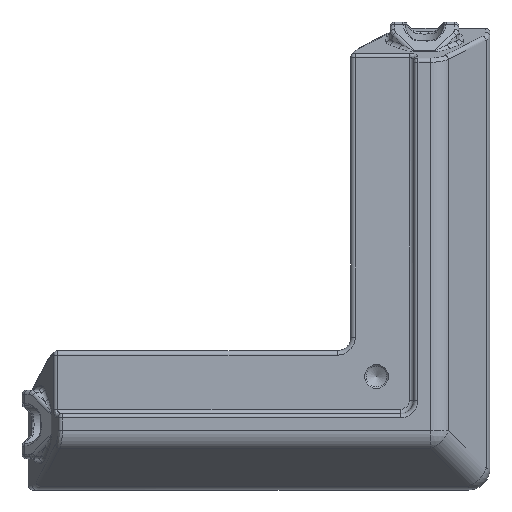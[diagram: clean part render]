
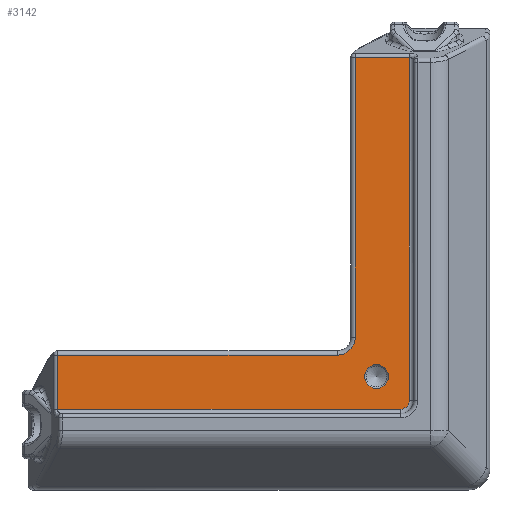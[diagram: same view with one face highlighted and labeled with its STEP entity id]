
A CAD part, top view. The second image highlights one B-rep face of the part: STEP entity #3142.
In plain terms, the highlighted planar face has unit normal (0, 0, 1).
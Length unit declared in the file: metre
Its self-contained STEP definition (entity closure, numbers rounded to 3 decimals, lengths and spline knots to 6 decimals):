
#210=CIRCLE('',#3431,0.002);
#211=CIRCLE('',#3432,0.004115);
#212=CIRCLE('',#3433,0.00275);
#611=ORIENTED_EDGE('',*,*,#1565,.T.);
#612=ORIENTED_EDGE('',*,*,#1566,.T.);
#613=ORIENTED_EDGE('',*,*,#1567,.F.);
#614=ORIENTED_EDGE('',*,*,#1568,.T.);
#615=ORIENTED_EDGE('',*,*,#1562,.T.);
#616=ORIENTED_EDGE('',*,*,#1569,.T.);
#617=ORIENTED_EDGE('',*,*,#1570,.F.);
#618=ORIENTED_EDGE('',*,*,#1571,.F.);
#619=ORIENTED_EDGE('',*,*,#1572,.T.);
#1562=EDGE_CURVE('',#2038,#2039,#2288,.T.);
#1565=EDGE_CURVE('',#2040,#2041,#2289,.T.);
#1566=EDGE_CURVE('',#2041,#2042,#210,.F.);
#1567=EDGE_CURVE('',#2043,#2042,#2290,.T.);
#1568=EDGE_CURVE('',#2043,#2038,#2291,.F.);
#1569=EDGE_CURVE('',#2039,#2044,#211,.T.);
#1570=EDGE_CURVE('',#2045,#2044,#2292,.T.);
#1571=EDGE_CURVE('',#2040,#2045,#2293,.F.);
#1572=EDGE_CURVE('',#2046,#2046,#212,.T.);
#2038=VERTEX_POINT('',#5096);
#2039=VERTEX_POINT('',#5097);
#2040=VERTEX_POINT('',#5102);
#2041=VERTEX_POINT('',#5103);
#2042=VERTEX_POINT('',#5105);
#2043=VERTEX_POINT('',#5107);
#2044=VERTEX_POINT('',#5110);
#2045=VERTEX_POINT('',#5112);
#2046=VERTEX_POINT('',#5115);
#2288=LINE('',#5095,#2454);
#2289=LINE('',#5101,#2455);
#2290=LINE('',#5106,#2456);
#2291=LINE('',#5108,#2457);
#2292=LINE('',#5111,#2458);
#2293=LINE('',#5113,#2459);
#2454=VECTOR('',#3975,1.);
#2455=VECTOR('',#3982,1.);
#2456=VECTOR('',#3985,1.);
#2457=VECTOR('',#3986,1.);
#2458=VECTOR('',#3989,1.);
#2459=VECTOR('',#3990,1.);
#2580=EDGE_LOOP('',(#611,#612,#613,#614,#615,#616,#617,#618));
#2581=EDGE_LOOP('',(#619));
#2839=FACE_BOUND('',#2580,.T.);
#2840=FACE_BOUND('',#2581,.T.);
#3092=PLANE('',#3430);
#3142=ADVANCED_FACE('',(#2839,#2840),#3092,.F.);
#3430=AXIS2_PLACEMENT_3D('',#5100,#3980,#3981);
#3431=AXIS2_PLACEMENT_3D('',#5104,#3983,#3984);
#3432=AXIS2_PLACEMENT_3D('',#5109,#3987,#3988);
#3433=AXIS2_PLACEMENT_3D('',#5114,#3991,#3992);
#3975=DIRECTION('',(0.,-1.,0.));
#3980=DIRECTION('',(0.,0.,-1.));
#3981=DIRECTION('',(1.,0.,0.));
#3982=DIRECTION('',(1.,0.,0.));
#3983=DIRECTION('',(0.,0.,-1.));
#3984=DIRECTION('',(0.,1.,0.));
#3985=DIRECTION('',(0.,-1.,0.));
#3986=DIRECTION('',(1.,0.,0.));
#3987=DIRECTION('',(0.,0.,-1.));
#3988=DIRECTION('',(0.,1.,0.));
#3989=DIRECTION('',(1.,0.,0.));
#3990=DIRECTION('',(0.,-1.,0.));
#3991=DIRECTION('',(0.,0.,-1.));
#3992=DIRECTION('',(0.,1.,0.));
#5095=CARTESIAN_POINT('',(0.135115,-0.024794,0.017));
#5096=CARTESIAN_POINT('',(0.135115,-0.066888,0.017));
#5097=CARTESIAN_POINT('',(0.135115,-0.131,0.017));
#5100=CARTESIAN_POINT('',(0.135115,-0.024794,0.017));
#5101=CARTESIAN_POINT('',(0.024794,-0.1475,0.017));
#5102=CARTESIAN_POINT('',(0.066888,-0.1475,0.017));
#5103=CARTESIAN_POINT('',(0.1455,-0.1475,0.017));
#5104=CARTESIAN_POINT('',(0.1455,-0.1455,0.017));
#5105=CARTESIAN_POINT('',(0.1475,-0.1455,0.017));
#5106=CARTESIAN_POINT('',(0.1475,-0.024794,0.017));
#5107=CARTESIAN_POINT('',(0.1475,-0.066888,0.017));
#5108=CARTESIAN_POINT('',(0.135115,-0.066888,0.017));
#5109=CARTESIAN_POINT('',(0.131,-0.131,0.017));
#5110=CARTESIAN_POINT('',(0.131,-0.135115,0.017));
#5111=CARTESIAN_POINT('',(0.024794,-0.135115,0.017));
#5112=CARTESIAN_POINT('',(0.066888,-0.135115,0.017));
#5113=CARTESIAN_POINT('',(0.066888,-0.135115,0.017));
#5114=CARTESIAN_POINT('',(0.140009,-0.140009,0.017));
#5115=CARTESIAN_POINT('',(0.140009,-0.137259,0.017));
